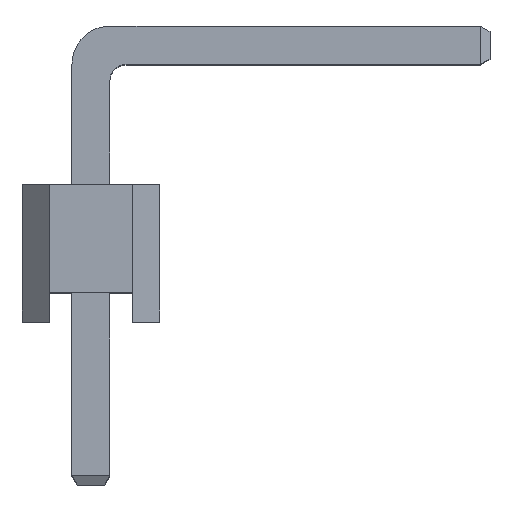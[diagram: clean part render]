
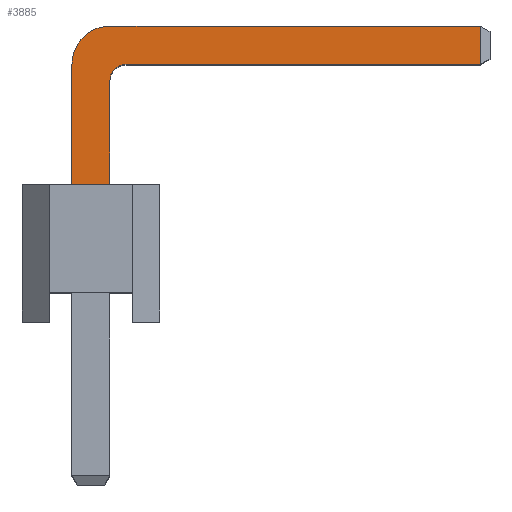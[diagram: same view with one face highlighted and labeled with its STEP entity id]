
A CAD part, top view. The second image highlights one B-rep face of the part: STEP entity #3885.
In plain terms, the highlighted planar face has unit normal (0, 0, 1).
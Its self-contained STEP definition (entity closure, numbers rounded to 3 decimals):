
#71 = LINE ( 'NONE', #4133, #4627 ) ;
#111 = VERTEX_POINT ( 'NONE', #3195 ) ;
#143 = CIRCLE ( 'NONE', #2025, 0.3 ) ;
#192 = EDGE_CURVE ( 'NONE', #757, #4076, #236, .T. ) ;
#236 = LINE ( 'NONE', #1035, #3078 ) ;
#415 = VERTEX_POINT ( 'NONE', #4087 ) ;
#475 = AXIS2_PLACEMENT_3D ( 'NONE', #4004, #1736, #4776 ) ;
#485 = EDGE_CURVE ( 'NONE', #957, #415, #2247, .T. ) ;
#516 = EDGE_CURVE ( 'NONE', #4156, #1829, #2642, .T. ) ;
#548 = DIRECTION ( 'NONE',  ( 0., -1., 0. ) ) ;
#738 = VECTOR ( 'NONE', #3778, 1000. ) ;
#742 = ORIENTED_EDGE ( 'NONE', *, *, #485, .T. ) ;
#757 = VERTEX_POINT ( 'NONE', #3618 ) ;
#957 = VERTEX_POINT ( 'NONE', #3906 ) ;
#1035 = CARTESIAN_POINT ( 'NONE',  ( 7.35, 4.75, 0.35 ) ) ;
#1059 = EDGE_CURVE ( 'NONE', #4156, #957, #1181, .T. ) ;
#1168 = CARTESIAN_POINT ( 'NONE',  ( 7.177, 5.45, 0.35 ) ) ;
#1181 = CIRCLE ( 'NONE', #475, 0.7 ) ;
#1294 = ORIENTED_EDGE ( 'NONE', *, *, #1059, .T. ) ;
#1443 = CARTESIAN_POINT ( 'NONE',  ( 0.35, 5.45, 0.35 ) ) ;
#1546 = ORIENTED_EDGE ( 'NONE', *, *, #516, .F. ) ;
#1657 = CARTESIAN_POINT ( 'NONE',  ( 0.35, 5.45, 0.35 ) ) ;
#1736 = DIRECTION ( 'NONE',  ( 0., 0., 1. ) ) ;
#1811 = FACE_OUTER_BOUND ( 'NONE', #2089, .T. ) ;
#1829 = VERTEX_POINT ( 'NONE', #4234 ) ;
#2025 = AXIS2_PLACEMENT_3D ( 'NONE', #4480, #2608, #2585 ) ;
#2089 = EDGE_LOOP ( 'NONE', ( #2714, #3595, #4635, #2145, #4738, #1546, #1294, #742 ) ) ;
#2145 = ORIENTED_EDGE ( 'NONE', *, *, #192, .F. ) ;
#2156 = CARTESIAN_POINT ( 'NONE',  ( 0.65, 4.75, 0.35 ) ) ;
#2195 = DIRECTION ( 'NONE',  ( 1., 0., 0. ) ) ;
#2230 = LINE ( 'NONE', #1168, #738 ) ;
#2247 = LINE ( 'NONE', #3767, #2352 ) ;
#2352 = VECTOR ( 'NONE', #3074, 1000. ) ;
#2585 = DIRECTION ( 'NONE',  ( -1., 0., 0. ) ) ;
#2608 = DIRECTION ( 'NONE',  ( 0., 0., -1. ) ) ;
#2634 = DIRECTION ( 'NONE',  ( 1., 0., 0. ) ) ;
#2642 = LINE ( 'NONE', #3793, #2995 ) ;
#2714 = ORIENTED_EDGE ( 'NONE', *, *, #3154, .T. ) ;
#2720 = VERTEX_POINT ( 'NONE', #4374 ) ;
#2963 = DIRECTION ( 'NONE',  ( 0., 0., -1. ) ) ;
#2995 = VECTOR ( 'NONE', #2195, 1000. ) ;
#3074 = DIRECTION ( 'NONE',  ( 0., -1., 0. ) ) ;
#3078 = VECTOR ( 'NONE', #3667, 1000. ) ;
#3154 = EDGE_CURVE ( 'NONE', #415, #2720, #71, .T. ) ;
#3195 = CARTESIAN_POINT ( 'NONE',  ( 0.35, 4.45, 0.35 ) ) ;
#3339 = PLANE ( 'NONE',  #3440 ) ;
#3440 = AXIS2_PLACEMENT_3D ( 'NONE', #1443, #2963, #4479 ) ;
#3595 = ORIENTED_EDGE ( 'NONE', *, *, #4213, .F. ) ;
#3618 = CARTESIAN_POINT ( 'NONE',  ( 7.177, 4.75, 0.35 ) ) ;
#3667 = DIRECTION ( 'NONE',  ( -1., 0., 0. ) ) ;
#3767 = CARTESIAN_POINT ( 'NONE',  ( -0.35, 5.45, 0.35 ) ) ;
#3778 = DIRECTION ( 'NONE',  ( 0., 1., 0. ) ) ;
#3793 = CARTESIAN_POINT ( 'NONE',  ( 0.35, 5.45, 0.35 ) ) ;
#3823 = CARTESIAN_POINT ( 'NONE',  ( 0.35, 5.45, 0.35 ) ) ;
#3885 = ADVANCED_FACE ( 'NONE', ( #1811 ), #3339, .F. ) ;
#3906 = CARTESIAN_POINT ( 'NONE',  ( -0.35, 4.75, 0.35 ) ) ;
#3945 = EDGE_CURVE ( 'NONE', #757, #1829, #2230, .T. ) ;
#4004 = CARTESIAN_POINT ( 'NONE',  ( 0.35, 4.75, 0.35 ) ) ;
#4076 = VERTEX_POINT ( 'NONE', #2156 ) ;
#4087 = CARTESIAN_POINT ( 'NONE',  ( -0.35, 2.54, 0.35 ) ) ;
#4133 = CARTESIAN_POINT ( 'NONE',  ( 0.35, 2.54, 0.35 ) ) ;
#4156 = VERTEX_POINT ( 'NONE', #3823 ) ;
#4213 = EDGE_CURVE ( 'NONE', #111, #2720, #4744, .T. ) ;
#4234 = CARTESIAN_POINT ( 'NONE',  ( 7.177, 5.45, 0.35 ) ) ;
#4374 = CARTESIAN_POINT ( 'NONE',  ( 0.35, 2.54, 0.35 ) ) ;
#4479 = DIRECTION ( 'NONE',  ( -1., 0., 0. ) ) ;
#4480 = CARTESIAN_POINT ( 'NONE',  ( 0.65, 4.45, 0.35 ) ) ;
#4627 = VECTOR ( 'NONE', #2634, 1000. ) ;
#4635 = ORIENTED_EDGE ( 'NONE', *, *, #4768, .T. ) ;
#4728 = VECTOR ( 'NONE', #548, 1000. ) ;
#4738 = ORIENTED_EDGE ( 'NONE', *, *, #3945, .T. ) ;
#4744 = LINE ( 'NONE', #1657, #4728 ) ;
#4768 = EDGE_CURVE ( 'NONE', #111, #4076, #143, .T. ) ;
#4776 = DIRECTION ( 'NONE',  ( -1., 0., 0. ) ) ;
